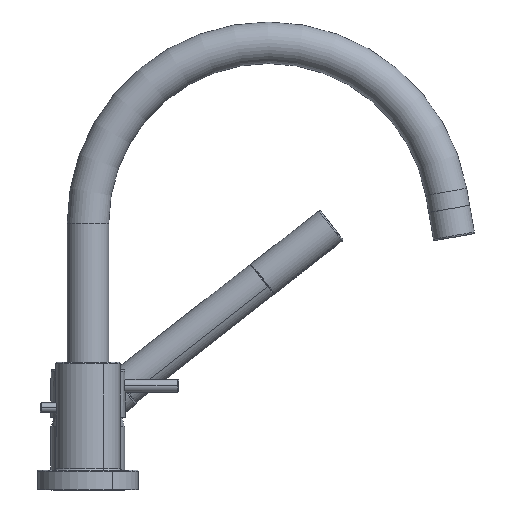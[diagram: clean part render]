
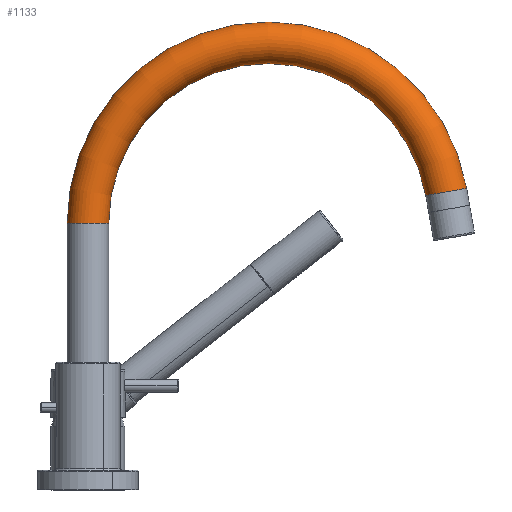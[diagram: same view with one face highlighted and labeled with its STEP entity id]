
A CAD part, front view. The second image highlights one B-rep face of the part: STEP entity #1133.
In plain terms, the highlighted toroidal (fillet/blend) face has major radius 113 mm and minor radius 13 mm.
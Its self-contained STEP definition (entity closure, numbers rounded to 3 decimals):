
#804=CARTESIAN_POINT('Vertex',(211.481,-125.,184.365)) ;
#811=CARTESIAN_POINT('Vertex',(237.086,-125.,188.88)) ;
#826=CARTESIAN_POINT('Axis2P3D Location',(224.283,-125.,186.622)) ;
#1103=CARTESIAN_POINT('Axis2P3D Location',(113.,-125.,167.)) ;
#1108=CARTESIAN_POINT('Axis2P3D Location',(113.,-125.,167.)) ;
#1112=CARTESIAN_POINT('Vertex',(-13.,-125.,167.)) ;
#1115=CARTESIAN_POINT('Axis2P3D Location',(0.,-125.,167.)) ;
#1119=CARTESIAN_POINT('Vertex',(13.,-125.,167.)) ;
#1122=CARTESIAN_POINT('Axis2P3D Location',(113.,-125.,167.)) ;
#827=DIRECTION('Axis2P3D Direction',(0.174,0.,-0.985)) ;
#1104=DIRECTION('Axis2P3D Direction',(0.,1.,0.)) ;
#1105=DIRECTION('Axis2P3D XDirection',(-1.,0.,0.)) ;
#1109=DIRECTION('Axis2P3D Direction',(0.,1.,0.)) ;
#1116=DIRECTION('Axis2P3D Direction',(0.,0.,-1.)) ;
#1123=DIRECTION('Axis2P3D Direction',(0.,1.,0.)) ;
#828=AXIS2_PLACEMENT_3D('Circle Axis2P3D',#826,#827,$) ;
#1106=AXIS2_PLACEMENT_3D('Torus Axis2P3D',#1103,#1104,#1105) ;
#1110=AXIS2_PLACEMENT_3D('Circle Axis2P3D',#1108,#1109,$) ;
#1117=AXIS2_PLACEMENT_3D('Circle Axis2P3D',#1115,#1116,$) ;
#1124=AXIS2_PLACEMENT_3D('Circle Axis2P3D',#1122,#1123,$) ;
#829=CIRCLE('generated circle',#828,13.) ;
#1111=CIRCLE('generated circle',#1110,126.) ;
#1118=CIRCLE('generated circle',#1117,13.) ;
#1125=CIRCLE('generated circle',#1124,100.) ;
#1107=TOROIDAL_SURFACE('homeo Torus',#1106,113.,13.) ;
#830=EDGE_CURVE('',#812,#805,#829,.T.) ;
#1114=EDGE_CURVE('',#1113,#812,#1111,.T.) ;
#1121=EDGE_CURVE('',#1113,#1120,#1118,.F.) ;
#1126=EDGE_CURVE('',#1120,#805,#1125,.T.) ;
#1128=ORIENTED_EDGE('',*,*,#1114,.F.) ;
#1129=ORIENTED_EDGE('',*,*,#1121,.T.) ;
#1130=ORIENTED_EDGE('',*,*,#1126,.T.) ;
#1131=ORIENTED_EDGE('',*,*,#830,.F.) ;
#1127=EDGE_LOOP('',(#1128,#1129,#1130,#1131)) ;
#805=VERTEX_POINT('',#804) ;
#812=VERTEX_POINT('',#811) ;
#1113=VERTEX_POINT('',#1112) ;
#1120=VERTEX_POINT('',#1119) ;
#1133=ADVANCED_FACE('Standard Part 2017.1\\PartBody',(#1132),#1107,.T.) ;
#1132=FACE_OUTER_BOUND('',#1127,.T.) ;
